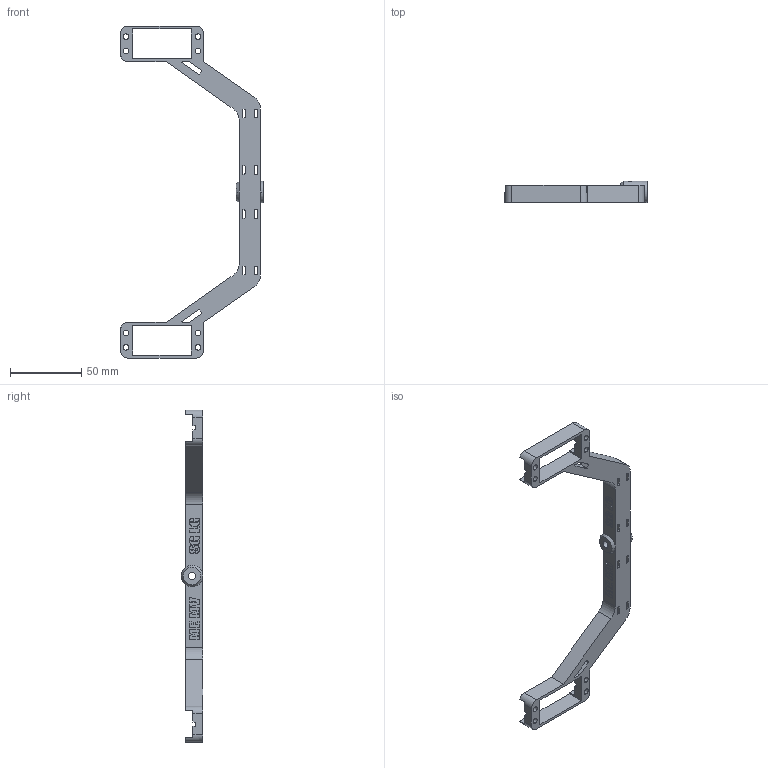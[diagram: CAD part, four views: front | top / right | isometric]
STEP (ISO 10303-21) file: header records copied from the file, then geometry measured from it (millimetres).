
FILE_DESCRIPTION (( 'STEP AP203' ), '1' );
FILE_NAME ('P19_Bogie_Two Color Print.step', '2020-03-06T13:28:36', ( '' ), ( '' ), 'SwSTEP 2.0', 'SolidWorks 2018', '' );
FILE_SCHEMA (( 'CONFIG_CONTROL_DESIGN' ));
Length unit declared in the file: millimetre
Products named in the file (1): P19_Bogie_Two Color Print
Bounding box: 100 x 15 x 232.56 mm (x, y, z)
Volume: 39314.1 mm3; surface area: 25544 mm2
Topology: 9 solids, 9 shells, 463 faces, 1300 edges, 859 vertices
Faces by surface type: plane 298, cylinder 83, bspline 70, torus 10, cone 2
Entity records: 18353 total; most frequent: CARTESIAN_POINT 6581, ORIENTED_EDGE 2600, DIRECTION 2130, EDGE_CURVE 1300, LINE 958, VECTOR 958, VERTEX_POINT 859, AXIS2_PLACEMENT_3D 586
